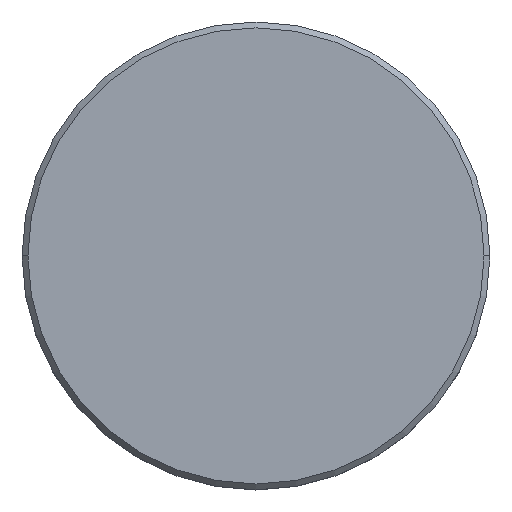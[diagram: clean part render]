
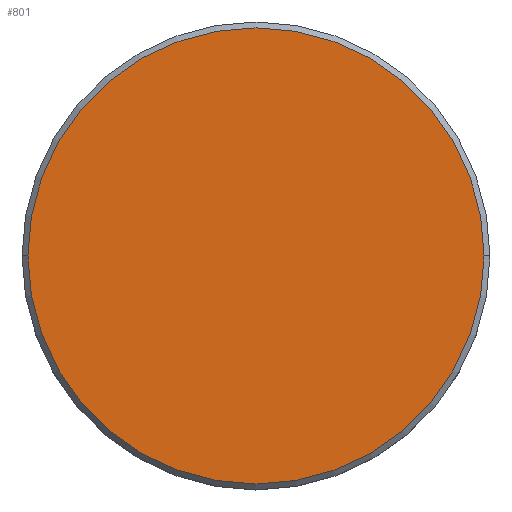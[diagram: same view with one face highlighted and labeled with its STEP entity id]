
A CAD part, top view. The second image highlights one B-rep face of the part: STEP entity #801.
In plain terms, the highlighted planar face has unit normal (0, 0, 1).
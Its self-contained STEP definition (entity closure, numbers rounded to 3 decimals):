
#58 = CARTESIAN_POINT ( 'NONE',  ( -19.5, 0., 0. ) ) ;
#96 = DIRECTION ( 'NONE',  ( 0., 0., 1. ) ) ;
#189 = VERTEX_POINT ( 'NONE', #1097 ) ;
#190 = DIRECTION ( 'NONE',  ( 0., 0., 1. ) ) ;
#207 = CARTESIAN_POINT ( 'NONE',  ( 0., 0., 0. ) ) ;
#256 = AXIS2_PLACEMENT_3D ( 'NONE', #988, #190, #800 ) ;
#270 = EDGE_LOOP ( 'NONE', ( #493, #737 ) ) ;
#298 = CIRCLE ( 'NONE', #325, 19.5 ) ;
#325 = AXIS2_PLACEMENT_3D ( 'NONE', #659, #952, #338 ) ;
#338 = DIRECTION ( 'NONE',  ( 1., 0., 0. ) ) ;
#493 = ORIENTED_EDGE ( 'NONE', *, *, #494, .T. ) ;
#494 = EDGE_CURVE ( 'NONE', #510, #189, #298, .T. ) ;
#510 = VERTEX_POINT ( 'NONE', #58 ) ;
#531 = FACE_OUTER_BOUND ( 'NONE', #270, .T. ) ;
#659 = CARTESIAN_POINT ( 'NONE',  ( 0., 0., 0. ) ) ;
#737 = ORIENTED_EDGE ( 'NONE', *, *, #739, .T. ) ;
#739 = EDGE_CURVE ( 'NONE', #189, #510, #946, .T. ) ;
#800 = DIRECTION ( 'NONE',  ( 1., 0., 0. ) ) ;
#801 = ADVANCED_FACE ( 'NONE', ( #531 ), #1176, .T. ) ;
#827 = AXIS2_PLACEMENT_3D ( 'NONE', #207, #96, #898 ) ;
#898 = DIRECTION ( 'NONE',  ( 1., 0., 0. ) ) ;
#946 = CIRCLE ( 'NONE', #256, 19.5 ) ;
#952 = DIRECTION ( 'NONE',  ( 0., 0., 1. ) ) ;
#988 = CARTESIAN_POINT ( 'NONE',  ( 0., 0., 0. ) ) ;
#1097 = CARTESIAN_POINT ( 'NONE',  ( 19.5, 0., 0. ) ) ;
#1176 = PLANE ( 'NONE',  #827 ) ;
